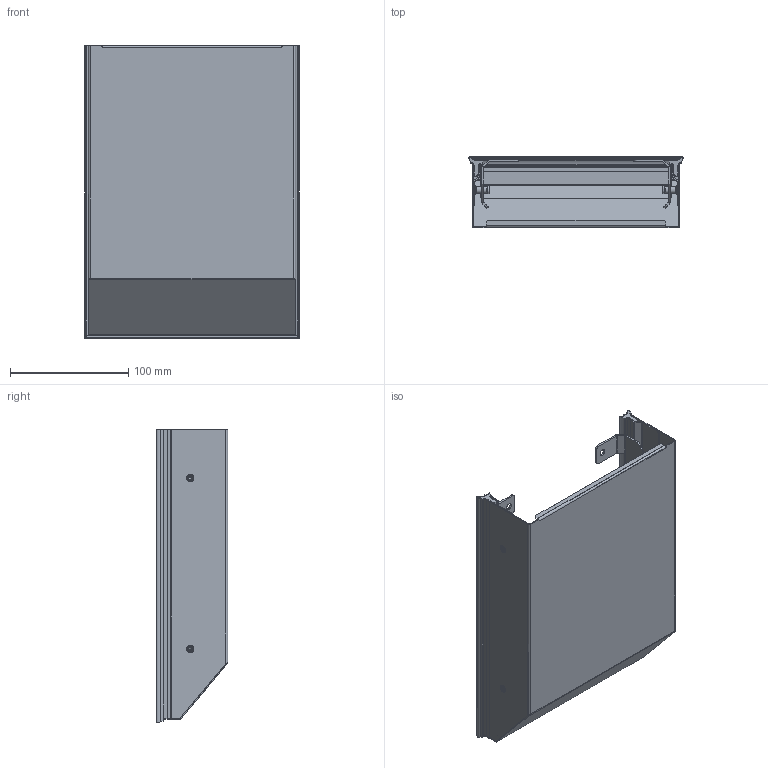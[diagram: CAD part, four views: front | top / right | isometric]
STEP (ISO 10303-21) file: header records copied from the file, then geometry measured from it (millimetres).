
FILE_DESCRIPTION((''),'2;1');
FILE_NAME('FC4000_100_2018_ASM_1_ASM','2018-08-17T',('alexcam'),(''),'CREO PARAMETRIC BY PTC INC, 2017170','CREO PARAMETRIC BY PTC INC, 2017170','');
FILE_SCHEMA(('CONFIG_CONTROL_DESIGN'));
Length unit declared in the file: millimetre
Products named in the file (9): FC4000_100_HOOD_2018_1; FC4000_100_RAIL_GSKT_2018_1; FC4000_100_HOOD_BRCKT_2018_1; FC4000_100_HOOD_BRCKT_2018_M_1; TUBTARA-CS-RND-M4-SS-BLIND_1_1; FC4000_100_WALL_BRCKT_2018_1; FC4000_100_WALL_BRCKT_2018_M_1; FC4000_100_GSKT_2018_1; FC4000_100_2018_ASM_1_ASM
Assembly tree (11 placements, depth 2):
  FC4000_100_2018_ASM_1_ASM
    FC4000_100_HOOD_2018_1
    FC4000_100_RAIL_GSKT_2018_1
    FC4000_100_HOOD_BRCKT_2018_1
    FC4000_100_HOOD_BRCKT_2018_M_1
    TUBTARA-CS-RND-M4-SS-BLIND_1_1  x4
    FC4000_100_WALL_BRCKT_2018_1
    FC4000_100_WALL_BRCKT_2018_M_1
    FC4000_100_GSKT_2018_1
Bounding box: 181.4 x 60.56 x 248.2 mm (x, y, z)
Volume: 151050.9 mm3; surface area: 276312.1 mm2
Topology: 11 solids, 11 shells, 571 faces, 1398 edges, 857 vertices
Faces by surface type: plane 265, cylinder 230, cone 40, torus 24, bspline 10, extrusion 2
Entity records: 14951 total; most frequent: CARTESIAN_POINT 3358, ORIENTED_EDGE 2390, DIRECTION 2361, EDGE_CURVE 1195, AXIS2_PLACEMENT_3D 807, VECTOR 747, LINE 745, VERTEX_POINT 737
